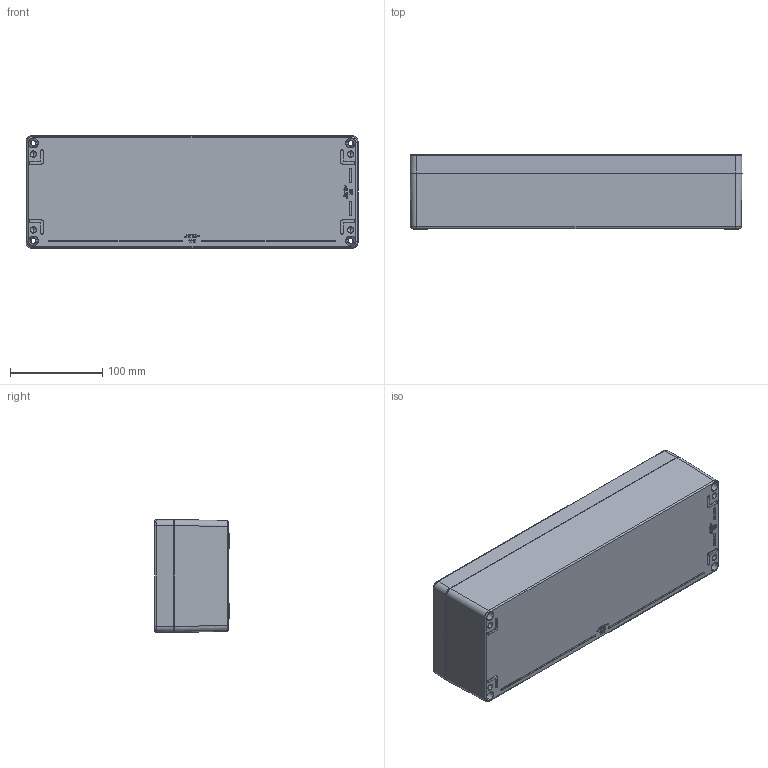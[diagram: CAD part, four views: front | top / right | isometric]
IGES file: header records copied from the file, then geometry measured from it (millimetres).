
Start section: SolidWorks IGES file using analytic representation for surfaces
Global section: file name: 360X122X80CLOSE.IGS; native system: SolidWorks 2017; preprocessor: SolidWorks 2017; author: Admin; date: 230606.183004; units: millimetre
Bounding box: 360 x 81 x 122.4 mm (x, y, z)
Surface area: 338179.4 mm2 (no closed solid volume)
Topology: 0 solids, 0 shells, 940 faces, 8925 edges, 8906 vertices
Faces by surface type: bspline 623, revolution 317
